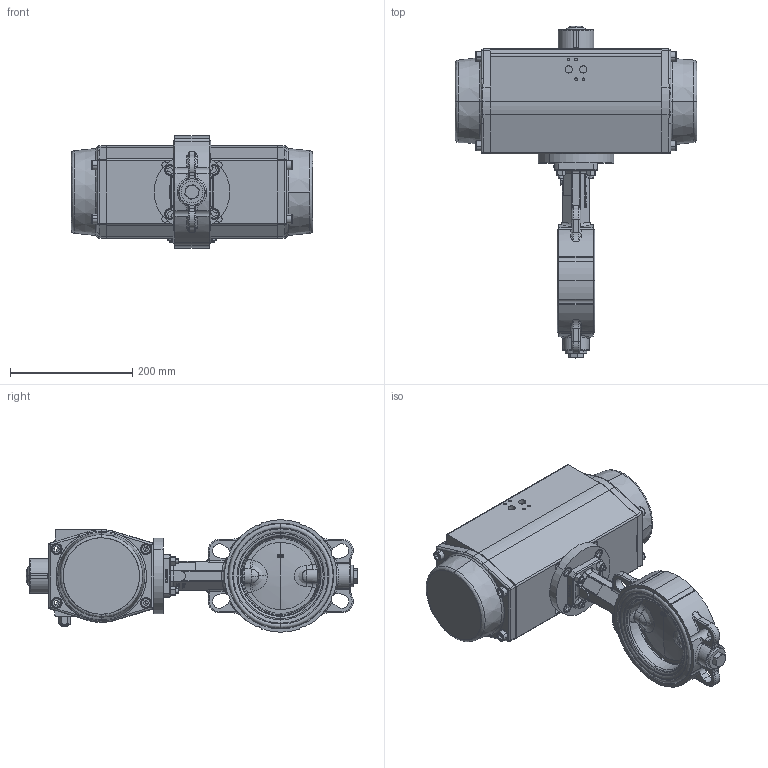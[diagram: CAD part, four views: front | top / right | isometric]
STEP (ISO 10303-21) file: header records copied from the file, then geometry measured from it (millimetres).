
FILE_DESCRIPTION (( 'STEP AP203' ), '1' );
FILE_NAME ('AK01_DN125_pneu.-einfachwirk..STEP', '2022-11-03T14:20:06', ( '' ), ( '' ), 'SwSTEP 2.0', 'SolidWorks 2021', '' );
FILE_SCHEMA (( 'CONFIG_CONTROL_DESIGN' ));
Products named in the file (1): AK01_DN125_pneu.-einfachwirk.
Bounding box: 395 x 543.19 x 184 mm (x, y, z)
Surface area: 479436.9 mm2 (no closed solid volume)
Topology: 0 solids, 403 shells, 1045 faces, 4177 edges, 3451 vertices
Faces by surface type: plane 352, cylinder 293, bspline 181, cone 107, torus 100, sphere 12
Entity records: 71721 total; most frequent: CARTESIAN_POINT 39648, DIRECTION 6094, ORIENTED_EDGE 5534, EDGE_CURVE 4140, VERTEX_POINT 3450, AXIS2_PLACEMENT_3D 2167, LINE 1760, VECTOR 1760
